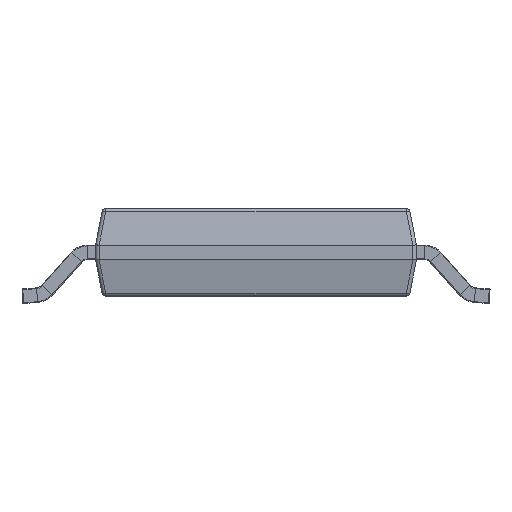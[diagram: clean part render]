
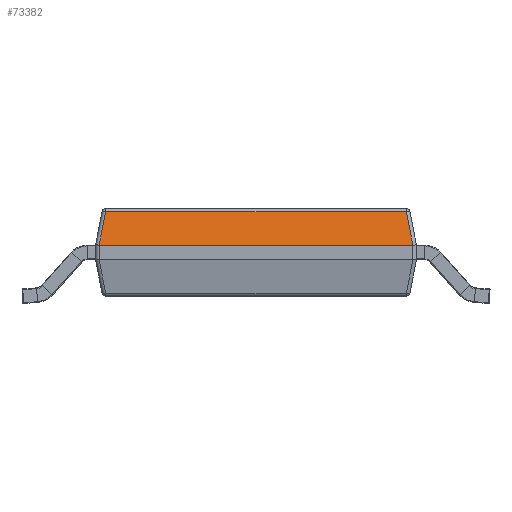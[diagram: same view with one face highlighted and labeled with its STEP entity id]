
A CAD part, front view. The second image highlights one B-rep face of the part: STEP entity #73382.
In plain terms, the highlighted planar face has unit normal (0, -0.981, 0.196).
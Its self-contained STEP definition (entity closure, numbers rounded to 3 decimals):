
#3296 = VERTEX_POINT ( 'NONE', #56368 ) ;
#5326 = VECTOR ( 'NONE', #38122, 1000. ) ;
#6999 = CARTESIAN_POINT ( 'NONE',  ( 0., -4.758, 1.16 ) ) ;
#7327 = CARTESIAN_POINT ( 'NONE',  ( 2.15, -4.85, 0.7 ) ) ;
#12221 = CARTESIAN_POINT ( 'NONE',  ( -2.151, -4.85, 0.7 ) ) ;
#12494 = VECTOR ( 'NONE', #64274, 1000. ) ;
#13785 = CARTESIAN_POINT ( 'NONE',  ( -2.2, -4.85, 0.7 ) ) ;
#14010 = EDGE_CURVE ( 'NONE', #67354, #3296, #62873, .T. ) ;
#14585 = DIRECTION ( 'NONE',  ( -1., 0., 0. ) ) ;
#15706 = VERTEX_POINT ( 'NONE', #68565 ) ;
#17118 = CARTESIAN_POINT ( 'NONE',  ( 2.15, -4.85, 0.7 ) ) ;
#17694 = DIRECTION ( 'NONE',  ( -0.192, 0.192, 0.962 ) ) ;
#20433 = DIRECTION ( 'NONE',  ( 0., -0.981, 0.196 ) ) ;
#25165 = CARTESIAN_POINT ( 'NONE',  ( -2.15, -4.85, 0.7 ) ) ;
#27958 = LINE ( 'NONE', #13785, #71600 ) ;
#29785 = CARTESIAN_POINT ( 'NONE',  ( 1.975, -4.674, 1.58 ) ) ;
#31590 = CARTESIAN_POINT ( 'NONE',  ( 2.15, -4.85, 0.7 ) ) ;
#31693 = DIRECTION ( 'NONE',  ( -1., 0., 0. ) ) ;
#32989 = EDGE_CURVE ( 'NONE', #75315, #81859, #37259, .T. ) ;
#35132 = ORIENTED_EDGE ( 'NONE', *, *, #32989, .T. ) ;
#36186 = EDGE_CURVE ( 'NONE', #55371, #75315, #62113, .T. ) ;
#37259 = LINE ( 'NONE', #29785, #73434 ) ;
#37391 = EDGE_CURVE ( 'NONE', #3296, #15706, #76037, .T. ) ;
#37519 = FACE_OUTER_BOUND ( 'NONE', #53509, .T. ) ;
#37978 = ORIENTED_EDGE ( 'NONE', *, *, #37391, .T. ) ;
#38122 = DIRECTION ( 'NONE',  ( -0.192, -0.192, -0.962 ) ) ;
#41838 = EDGE_CURVE ( 'NONE', #55371, #15706, #27958, .T. ) ;
#44936 = CARTESIAN_POINT ( 'NONE',  ( 2.151, -4.85, 0.7 ) ) ;
#45046 = CARTESIAN_POINT ( 'NONE',  ( 0., -4.75, 1.2 ) ) ;
#50305 = CARTESIAN_POINT ( 'NONE',  ( -1.975, -4.674, 1.58 ) ) ;
#51685 = ORIENTED_EDGE ( 'NONE', *, *, #36186, .T. ) ;
#52529 = CARTESIAN_POINT ( 'NONE',  ( 2.059, -4.758, 1.16 ) ) ;
#53509 = EDGE_LOOP ( 'NONE', ( #61629, #37978, #69431, #51685, #35132, #80500 ) ) ;
#55371 = VERTEX_POINT ( 'NONE', #7327 ) ;
#56368 = CARTESIAN_POINT ( 'NONE',  ( -2.151, -4.85, 0.7 ) ) ;
#58042 = AXIS2_PLACEMENT_3D ( 'NONE', #45046, #20433, #31693 ) ;
#61629 = ORIENTED_EDGE ( 'NONE', *, *, #14010, .T. ) ;
#62113 =( BOUNDED_CURVE ( )  B_SPLINE_CURVE ( 3, ( #31590, #17118, #44936, #82652 ),
 .UNSPECIFIED., .F., .F. ) 
 B_SPLINE_CURVE_WITH_KNOTS ( ( 4, 4 ),
 ( 0., 0.019 ),
 .UNSPECIFIED. ) 
 CURVE ( )  GEOMETRIC_REPRESENTATION_ITEM ( )  RATIONAL_B_SPLINE_CURVE ( ( 1., 1., 1., 1. ) ) 
 REPRESENTATION_ITEM ( '' )  );
#62873 = LINE ( 'NONE', #50305, #5326 ) ;
#64274 = DIRECTION ( 'NONE',  ( -1., 0., 0. ) ) ;
#67354 = VERTEX_POINT ( 'NONE', #69772 ) ;
#68565 = CARTESIAN_POINT ( 'NONE',  ( -2.15, -4.85, 0.7 ) ) ;
#69431 = ORIENTED_EDGE ( 'NONE', *, *, #41838, .F. ) ;
#69772 = CARTESIAN_POINT ( 'NONE',  ( -2.059, -4.758, 1.16 ) ) ;
#70708 = CARTESIAN_POINT ( 'NONE',  ( -2.15, -4.85, 0.7 ) ) ;
#70769 = CARTESIAN_POINT ( 'NONE',  ( 2.151, -4.85, 0.7 ) ) ;
#70995 = PLANE ( 'NONE',  #58042 ) ;
#71600 = VECTOR ( 'NONE', #14585, 1000. ) ;
#71979 = EDGE_CURVE ( 'NONE', #81859, #67354, #80181, .T. ) ;
#73382 = ADVANCED_FACE ( 'NONE', ( #37519 ), #70995, .T. ) ;
#73434 = VECTOR ( 'NONE', #17694, 1000. ) ;
#75315 = VERTEX_POINT ( 'NONE', #70769 ) ;
#76037 =( BOUNDED_CURVE ( )  B_SPLINE_CURVE ( 3, ( #76980, #12221, #25165, #70708 ),
 .UNSPECIFIED., .F., .F. ) 
 B_SPLINE_CURVE_WITH_KNOTS ( ( 4, 4 ),
 ( 6.264, 6.283 ),
 .UNSPECIFIED. ) 
 CURVE ( )  GEOMETRIC_REPRESENTATION_ITEM ( )  RATIONAL_B_SPLINE_CURVE ( ( 1., 1., 1., 1. ) ) 
 REPRESENTATION_ITEM ( '' )  );
#76980 = CARTESIAN_POINT ( 'NONE',  ( -2.151, -4.85, 0.7 ) ) ;
#80181 = LINE ( 'NONE', #6999, #12494 ) ;
#80500 = ORIENTED_EDGE ( 'NONE', *, *, #71979, .T. ) ;
#81859 = VERTEX_POINT ( 'NONE', #52529 ) ;
#82652 = CARTESIAN_POINT ( 'NONE',  ( 2.151, -4.85, 0.7 ) ) ;
